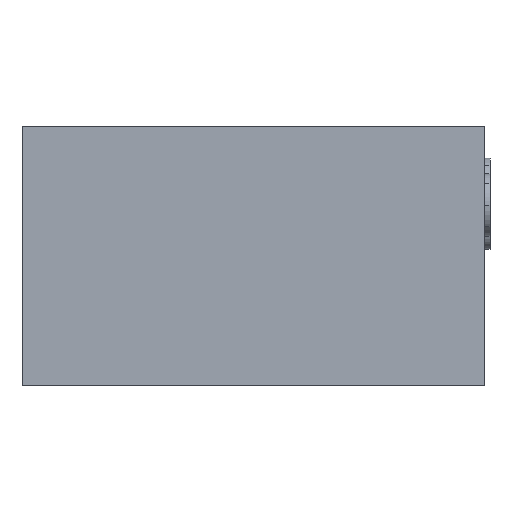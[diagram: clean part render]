
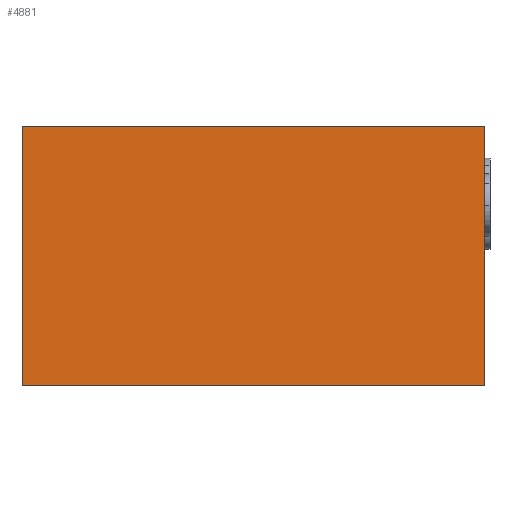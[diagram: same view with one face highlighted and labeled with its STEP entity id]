
A CAD part, left-side view. The second image highlights one B-rep face of the part: STEP entity #4881.
In plain terms, the highlighted planar face has unit normal (-1, 0, 0).
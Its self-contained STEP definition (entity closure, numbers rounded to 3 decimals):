
#347=FACE_OUTER_BOUND('',#607,.T.);
#607=EDGE_LOOP('',(#3080,#3081,#3082,#3083));
#899=LINE('',#6457,#1402);
#905=LINE('',#6468,#1408);
#906=LINE('',#6470,#1409);
#907=LINE('',#6471,#1410);
#1402=VECTOR('',#5448,1.);
#1408=VECTOR('',#5456,1.);
#1409=VECTOR('',#5457,1.);
#1410=VECTOR('',#5458,1.);
#1902=VERTEX_POINT('',#6454);
#1903=VERTEX_POINT('',#6456);
#1907=VERTEX_POINT('',#6467);
#1908=VERTEX_POINT('',#6469);
#2371=EDGE_CURVE('',#1902,#1903,#899,.T.);
#2377=EDGE_CURVE('',#1903,#1907,#905,.T.);
#2378=EDGE_CURVE('',#1902,#1908,#906,.T.);
#2379=EDGE_CURVE('',#1908,#1907,#907,.T.);
#3080=ORIENTED_EDGE('',*,*,#2377,.F.);
#3081=ORIENTED_EDGE('',*,*,#2371,.F.);
#3082=ORIENTED_EDGE('',*,*,#2378,.T.);
#3083=ORIENTED_EDGE('',*,*,#2379,.T.);
#4455=PLANE('',#5172);
#4881=ADVANCED_FACE('',(#347),#4455,.F.);
#5172=AXIS2_PLACEMENT_3D('',#6466,#5454,#5455);
#5448=DIRECTION('',(0.,-1.,0.));
#5454=DIRECTION('center_axis',(1.,0.,0.));
#5455=DIRECTION('ref_axis',(0.,-1.,0.));
#5456=DIRECTION('',(0.,0.,-1.));
#5457=DIRECTION('',(0.,0.,-1.));
#5458=DIRECTION('',(0.,-1.,0.));
#6454=CARTESIAN_POINT('',(-0.81,0.405,0.45));
#6456=CARTESIAN_POINT('',(-0.81,-0.395,0.45));
#6457=CARTESIAN_POINT('',(-0.81,0.405,0.45));
#6466=CARTESIAN_POINT('Origin',(-0.81,0.405,0.44));
#6467=CARTESIAN_POINT('',(-0.81,-0.395,0.));
#6468=CARTESIAN_POINT('',(-0.81,-0.395,0.44));
#6469=CARTESIAN_POINT('',(-0.81,0.405,0.));
#6470=CARTESIAN_POINT('',(-0.81,0.405,0.44));
#6471=CARTESIAN_POINT('',(-0.81,0.405,0.));
